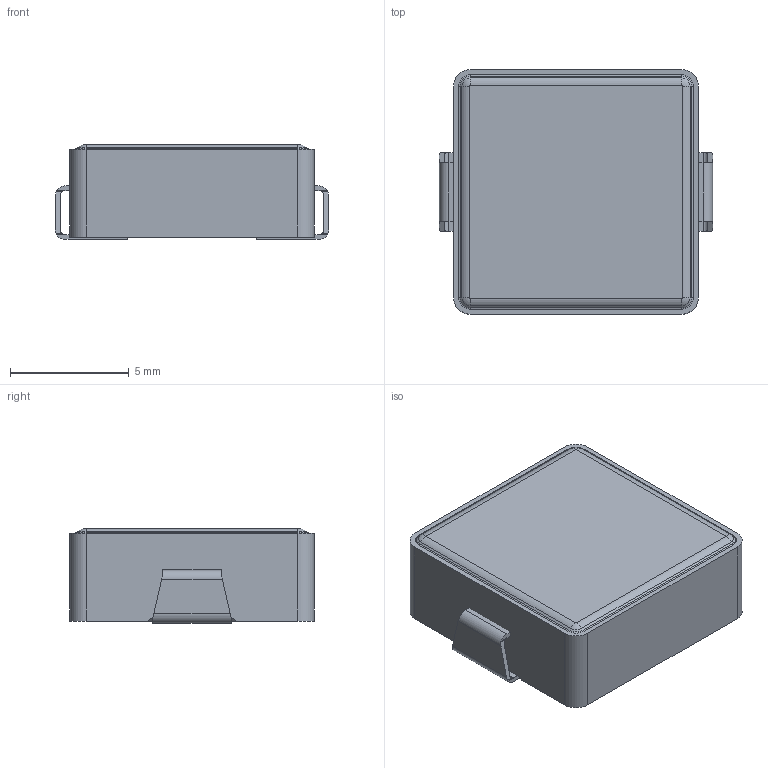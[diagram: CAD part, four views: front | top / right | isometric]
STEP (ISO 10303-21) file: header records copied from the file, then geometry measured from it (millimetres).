
FILE_DESCRIPTION(('STEP AP214'), '1');
FILE_NAME('SRP1038A', '2017-10-13T19:28:33', ('Nobody'), (''), 'ASCON STEP Converter 1.3', 'ASCON Math Kernel', '');
FILE_SCHEMA(('AUTOMOTIVE_DESIGN { 1 0 10303 214 3 1 1}'));
Length unit declared in the file: millimetre
Bounding box: 11.5 x 10.3 x 4 mm (x, y, z)
Volume: 413.4 mm3; surface area: 435.3 mm2
Topology: 3 solids, 3 shells, 87 faces, 226 edges, 148 vertices
Faces by surface type: plane 47, cylinder 28, torus 8, cone 4
Entity records: 3700 total; most frequent: CARTESIAN_POINT 851, ORIENTED_EDGE 436, DIRECTION 420, EDGE_CURVE 218, LINE 144, VECTOR 144, AXIS2_PLACEMENT_3D 138, VERTEX_POINT 138
